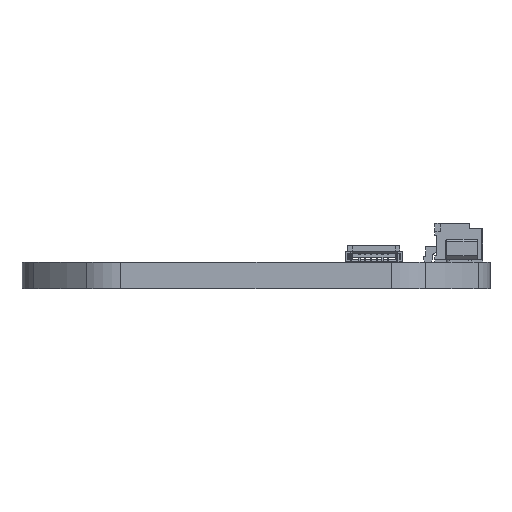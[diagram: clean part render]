
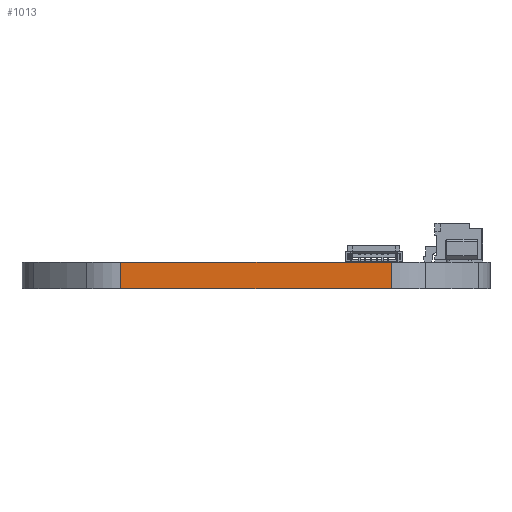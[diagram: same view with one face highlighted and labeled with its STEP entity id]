
A CAD part, left-side view. The second image highlights one B-rep face of the part: STEP entity #1013.
In plain terms, the highlighted planar face has unit normal (-1, 0, 0).
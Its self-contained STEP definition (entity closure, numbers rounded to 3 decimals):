
#37=DIRECTION('',(0.,0.,1.));
#38=VECTOR('',#37,2.303);
#39=CARTESIAN_POINT('',(29.5,38.168,-2.303));
#40=LINE('',#39,#38);
#51=DIRECTION('',(0.,1.,0.));
#52=VECTOR('',#51,23.664);
#53=CARTESIAN_POINT('',(29.5,38.168,-2.303));
#54=LINE('',#53,#52);
#58=DIRECTION('',(0.,0.,-1.));
#59=VECTOR('',#58,2.303);
#60=CARTESIAN_POINT('',(29.5,61.832,0.));
#61=LINE('',#60,#59);
#186=DIRECTION('',(0.,-1.,0.));
#187=VECTOR('',#186,23.664);
#188=CARTESIAN_POINT('',(29.5,61.832,0.));
#189=LINE('',#188,#187);
#888=CARTESIAN_POINT('',(29.5,61.832,0.));
#889=VERTEX_POINT('',#888);
#890=CARTESIAN_POINT('',(29.5,61.832,-2.303));
#891=VERTEX_POINT('',#890);
#892=CARTESIAN_POINT('',(29.5,38.168,0.));
#893=VERTEX_POINT('',#892);
#894=CARTESIAN_POINT('',(29.5,38.168,-2.303));
#895=VERTEX_POINT('',#894);
#999=CARTESIAN_POINT('',(29.5,61.832,-2.303));
#1000=DIRECTION('',(1.,0.,0.));
#1001=DIRECTION('',(0.,-1.,0.));
#1002=AXIS2_PLACEMENT_3D('',#999,#1000,#1001);
#1003=PLANE('',#1002);
#1005=ORIENTED_EDGE('',*,*,#1004,.F.);
#1007=ORIENTED_EDGE('',*,*,#1006,.T.);
#1008=ORIENTED_EDGE('',*,*,#989,.F.);
#1010=ORIENTED_EDGE('',*,*,#1009,.T.);
#1011=EDGE_LOOP('',(#1005,#1007,#1008,#1010));
#1012=FACE_OUTER_BOUND('',#1011,.F.);
#1013=ADVANCED_FACE('',(#1012),#1003,.F.);
#989=EDGE_CURVE('',#895,#893,#40,.T.);
#1004=EDGE_CURVE('',#889,#891,#61,.T.);
#1006=EDGE_CURVE('',#889,#893,#189,.T.);
#1009=EDGE_CURVE('',#895,#891,#54,.T.);
